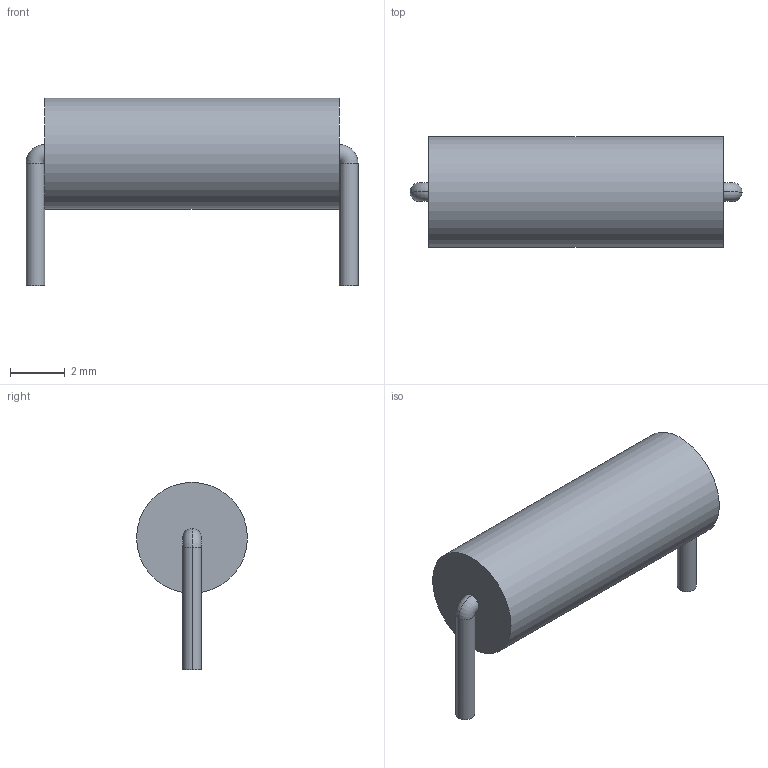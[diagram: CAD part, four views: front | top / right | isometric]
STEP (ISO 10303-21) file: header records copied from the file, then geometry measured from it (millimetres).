
FILE_DESCRIPTION(('STEP AP214'),'1');
FILE_NAME('RN60_VIS','2022-10-02T17:26:31',(''),(''),'','','');
FILE_SCHEMA(('AUTOMOTIVE_DESIGN'));
Length unit declared in the file: millimetre
Products named in the file (1): product
Bounding box: 12.17 x 4.06 x 6.86 mm (x, y, z)
Volume: 143.7 mm3; surface area: 186.9 mm2
Topology: 3 solids, 3 shells, 19 faces, 29 edges, 12 vertices
Faces by surface type: cylinder 9, plane 6, torus 4
Full cylindrical faces by diameter (mm): 4.064 x1
Entity records: 494 total; most frequent: DIRECTION 98, ORIENTED_EDGE 60, CARTESIAN_POINT 47, AXIS2_PLACEMENT_3D 45, EDGE_CURVE 32, CIRCLE 24, EDGE_LOOP 20, ADVANCED_FACE 19
